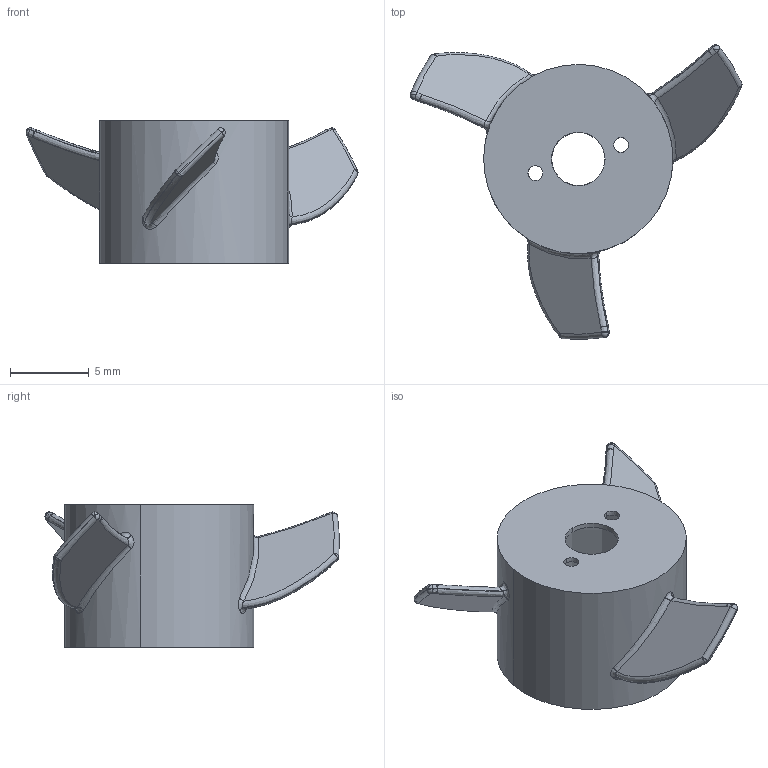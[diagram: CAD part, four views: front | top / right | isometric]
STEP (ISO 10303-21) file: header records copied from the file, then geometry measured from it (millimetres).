
FILE_DESCRIPTION (( 'STEP AP203' ), '1' );
FILE_NAME ('rotor_Default_sldprt.STEP', '2021-03-20T16:42:35', ( '' ), ( '' ), 'SwSTEP 2.0', 'SolidWorks 2016', '' );
FILE_SCHEMA (( 'CONFIG_CONTROL_DESIGN' ));
Length unit declared in the file: metre
Products named in the file (1): rotor_Default_sldprt
Bounding box: 21.05 x 18.68 x 9 mm (x, y, z)
Volume: 214.8 mm3; surface area: 1041.3 mm2
Topology: 1 solids, 1 shells, 142 faces, 314 edges, 183 vertices
Faces by surface type: bspline 75, sphere 30, plane 15, cylinder 14, cone 8
Entity records: 5274 total; most frequent: CARTESIAN_POINT 2588, ORIENTED_EDGE 624, DIRECTION 431, EDGE_CURVE 312, AXIS2_PLACEMENT_3D 206, VERTEX_POINT 182, EDGE_LOOP 158, FACE_OUTER_BOUND 142
